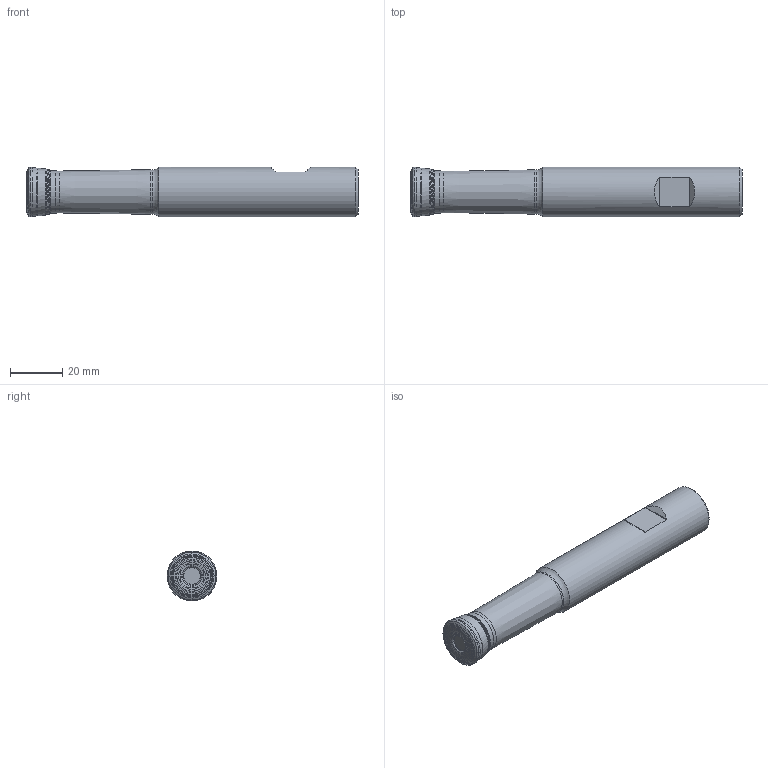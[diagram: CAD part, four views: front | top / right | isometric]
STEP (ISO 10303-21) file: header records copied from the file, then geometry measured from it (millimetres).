
FILE_DESCRIPTION(/* description */ (''),/* implementation_level */ '2;1');
FILE_NAME(/* name */ 'TURNING_EHF-ENMX06-D075Z3W075-L500I.stp',/* time_stamp */ '2020-09-23T10:59:00+09:00',/* author */ (''),/* organization */ (''),/* preprocessor_version */ 'ST-DEVELOPER v16',/* originating_system */ 'SIEMENS PLM Software NX 10.0',/* authorisation */ '');
FILE_SCHEMA (('AP203_CONFIGURATION_CONTROLLED_3D_DESIGN_OF_MECHANICAL_PARTS_AND_ASSEMBLIES_MIM_LF { 1 0 10303 403 2 1 2}'));
Length unit declared in the file: millimetre
Products named in the file (1): 12014C04DDBA1rq1
Bounding box: 127 x 19.08 x 19.08 mm (x, y, z)
Volume: 29816.2 mm3; surface area: 9688.7 mm2
Topology: 1 solids, 1 shells, 53 faces, 144 edges, 93 vertices
Faces by surface type: revolution 34, cone 6, cylinder 5, plane 5, torus 3
Full cylindrical faces by diameter (mm): 6 x1, 17.05 x1, 19.05 x1
Entity records: 1396 total; most frequent: CARTESIAN_POINT 369, DIRECTION 183, ORIENTED_EDGE 118, EDGE_LOOP 100, FACE_BOUND 95, AXIS2_PLACEMENT_3D 69, EDGE_CURVE 59, VERTEX_POINT 56
